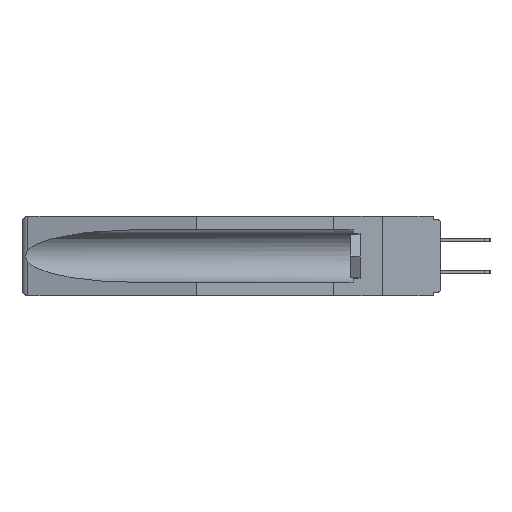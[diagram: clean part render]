
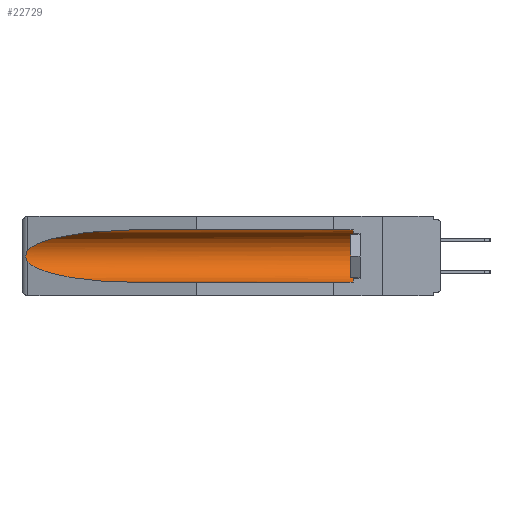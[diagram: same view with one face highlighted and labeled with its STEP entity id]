
A CAD part, left-side view. The second image highlights one B-rep face of the part: STEP entity #22729.
In plain terms, the highlighted cylindrical face has radius 2.857 mm (diameter 5.715 mm), a partial arc.
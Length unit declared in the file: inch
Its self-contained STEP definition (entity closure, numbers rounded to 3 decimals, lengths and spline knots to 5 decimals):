
#1229 = CARTESIAN_POINT ( 'NONE',  ( 0.155, 1.07973, -0.284 ) ) ;
#1399 = CARTESIAN_POINT ( 'NONE',  ( 0.25451, 1.48313, -0.24835 ) ) ;
#1521 = CARTESIAN_POINT ( 'NONE',  ( 0.26537, 1.52718, -0.14972 ) ) ;
#2588 = CARTESIAN_POINT ( 'NONE',  ( 0.155, 1.07973, -0.059 ) ) ;
#3021 = DIRECTION ( 'NONE',  ( 0., 1., 0. ) ) ;
#3496 = CARTESIAN_POINT ( 'NONE',  ( 0.155, 1.07973, -0.059 ) ) ;
#3980 = CARTESIAN_POINT ( 'NONE',  ( 0.2673, 1.5327, -0.16383 ) ) ;
#4032 = DIRECTION ( 'NONE',  ( 0., 1., 0. ) ) ;
#5838 = CARTESIAN_POINT ( 'NONE',  ( 0.26655, 1.53094, -0.18657 ) ) ;
#7148 = EDGE_LOOP ( 'NONE', ( #10915, #9655, #12155, #17766, #21949, #21002 ) ) ;
#7747 = LINE ( 'NONE', #21407, #15770 ) ;
#7802 = CARTESIAN_POINT ( 'NONE',  ( 0.21114, 1.30732, -0.059 ) ) ;
#8004 = VERTEX_POINT ( 'NONE', #2588 ) ;
#8092 = CARTESIAN_POINT ( 'NONE',  ( 0.2675, 1.53308, -0.16763 ) ) ;
#9655 = ORIENTED_EDGE ( 'NONE', *, *, #15173, .T. ) ;
#9862 = CARTESIAN_POINT ( 'NONE',  ( 0.21114, 1.30732, -0.284 ) ) ;
#10025 = CARTESIAN_POINT ( 'NONE',  ( 0.26654, 1.53092, -0.15636 ) ) ;
#10230 = CARTESIAN_POINT ( 'NONE',  ( 0.26537, 1.52718, -0.19328 ) ) ;
#10244 = AXIS2_PLACEMENT_3D ( 'NONE', #24793, #25560, #27620 ) ;
#10915 = ORIENTED_EDGE ( 'NONE', *, *, #15140, .T. ) ;
#11255 = CARTESIAN_POINT ( 'NONE',  ( 0.155, -0.30754, -0.284 ) ) ;
#11636 = CARTESIAN_POINT ( 'NONE',  ( 0.26537, 1.52718, -0.14972 ) ) ;
#12155 = ORIENTED_EDGE ( 'NONE', *, *, #14613, .T. ) ;
#12222 = CARTESIAN_POINT ( 'NONE',  ( 0.26537, 1.52718, -0.19328 ) ) ;
#12361 = CARTESIAN_POINT ( 'NONE',  ( 0.2675, 1.53308, -0.17534 ) ) ;
#13943 = VECTOR ( 'NONE', #3021, 39.37008 ) ;
#14069 = CARTESIAN_POINT ( 'NONE',  ( 0.155, 1.07973, -0.284 ) ) ;
#14328 = CARTESIAN_POINT ( 'NONE',  ( 0.26597, 1.52961, -0.15275 ) ) ;
#14455 = CARTESIAN_POINT ( 'NONE',  ( 0.26537, 1.52718, -0.19328 ) ) ;
#14613 = EDGE_CURVE ( 'NONE', #27198, #19445, #20146, .T. ) ;
#15140 = EDGE_CURVE ( 'NONE', #8004, #27144, #21536, .T. ) ;
#15173 = EDGE_CURVE ( 'NONE', #27144, #27198, #21033, .T. ) ;
#15356 = FACE_OUTER_BOUND ( 'NONE', #7148, .T. ) ;
#15668 = CYLINDRICAL_SURFACE ( 'NONE', #10244, 0.1125 ) ;
#15770 = VECTOR ( 'NONE', #4032, 39.37008 ) ;
#16491 = CARTESIAN_POINT ( 'NONE',  ( 0.26537, 1.52718, -0.14972 ) ) ;
#17322 = AXIS2_PLACEMENT_3D ( 'NONE', #25227, #20955, #23104 ) ;
#17766 = ORIENTED_EDGE ( 'NONE', *, *, #23180, .F. ) ;
#17894 = EDGE_CURVE ( 'NONE', #21344, #19515, #25493, .T. ) ;
#19445 = VERTEX_POINT ( 'NONE', #1229 ) ;
#19515 = VERTEX_POINT ( 'NONE', #26880 ) ;
#20146 =( BOUNDED_CURVE ( )  B_SPLINE_CURVE ( 3, ( #14455, #1399, #9862, #14069 ),
 .UNSPECIFIED., .F., .F. ) 
 B_SPLINE_CURVE_WITH_KNOTS ( ( 4, 4 ),
 ( 0.1948, 1.5708 ),
 .UNSPECIFIED. ) 
 CURVE ( )  GEOMETRIC_REPRESENTATION_ITEM ( )  RATIONAL_B_SPLINE_CURVE ( ( 1., 0.848, 0.848, 1. ) ) 
 REPRESENTATION_ITEM ( '' )  );
#20787 = CARTESIAN_POINT ( 'NONE',  ( 0.26597, 1.5296, -0.19026 ) ) ;
#20955 = DIRECTION ( 'NONE',  ( 0., -1., 0. ) ) ;
#21002 = ORIENTED_EDGE ( 'NONE', *, *, #27336, .T. ) ;
#21033 = B_SPLINE_CURVE_WITH_KNOTS ( 'NONE', 3,
 ( #16491, #14328, #10025, #3980, #8092, #12361, #24879, #5838, #20787, #10230 ),
 .UNSPECIFIED., .F., .F.,
 ( 4, 2, 2, 2, 4 ),
 ( 0., 0.00029, 0.00058, 0.00087, 0.00117 ),
 .UNSPECIFIED. ) ;
#21344 = VERTEX_POINT ( 'NONE', #22813 ) ;
#21407 = CARTESIAN_POINT ( 'NONE',  ( 0.155, -0.30754, -0.059 ) ) ;
#21536 =( BOUNDED_CURVE ( )  B_SPLINE_CURVE ( 3, ( #3496, #7802, #22742, #11636 ),
 .UNSPECIFIED., .F., .F. ) 
 B_SPLINE_CURVE_WITH_KNOTS ( ( 4, 4 ),
 ( 4.71239, 6.08839 ),
 .UNSPECIFIED. ) 
 CURVE ( )  GEOMETRIC_REPRESENTATION_ITEM ( )  RATIONAL_B_SPLINE_CURVE ( ( 1., 0.848, 0.848, 1. ) ) 
 REPRESENTATION_ITEM ( '' )  );
#21949 = ORIENTED_EDGE ( 'NONE', *, *, #17894, .T. ) ;
#22729 = ADVANCED_FACE ( 'NONE', ( #15356 ), #15668, .F. ) ;
#22742 = CARTESIAN_POINT ( 'NONE',  ( 0.25451, 1.48313, -0.09465 ) ) ;
#22813 = CARTESIAN_POINT ( 'NONE',  ( 0.155, 0.126, -0.284 ) ) ;
#23104 = DIRECTION ( 'NONE',  ( 0., 0., 1. ) ) ;
#23180 = EDGE_CURVE ( 'NONE', #21344, #19445, #26309, .T. ) ;
#24793 = CARTESIAN_POINT ( 'NONE',  ( 0.155, -0.30754, -0.1715 ) ) ;
#24879 = CARTESIAN_POINT ( 'NONE',  ( 0.2673, 1.53269, -0.17917 ) ) ;
#25227 = CARTESIAN_POINT ( 'NONE',  ( 0.155, 0.126, -0.1715 ) ) ;
#25493 = CIRCLE ( 'NONE', #17322, 0.1125 ) ;
#25560 = DIRECTION ( 'NONE',  ( 0., 1., 0. ) ) ;
#26309 = LINE ( 'NONE', #11255, #13943 ) ;
#26880 = CARTESIAN_POINT ( 'NONE',  ( 0.155, 0.126, -0.059 ) ) ;
#27144 = VERTEX_POINT ( 'NONE', #1521 ) ;
#27198 = VERTEX_POINT ( 'NONE', #12222 ) ;
#27336 = EDGE_CURVE ( 'NONE', #19515, #8004, #7747, .T. ) ;
#27620 = DIRECTION ( 'NONE',  ( 0., 0., 1. ) ) ;
